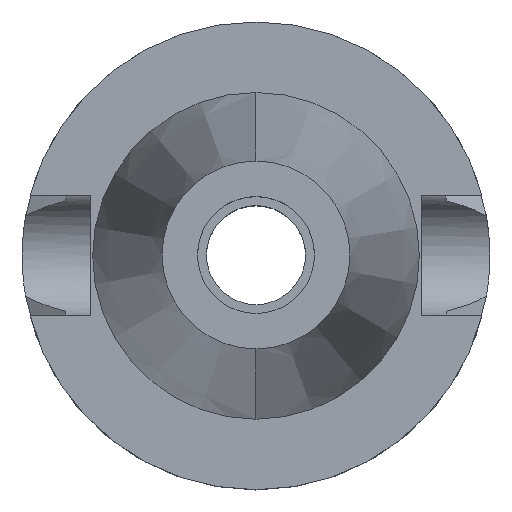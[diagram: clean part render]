
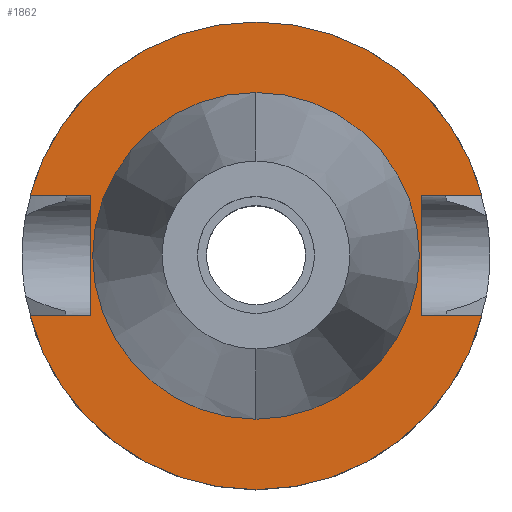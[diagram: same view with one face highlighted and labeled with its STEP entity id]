
A CAD part, top view. The second image highlights one B-rep face of the part: STEP entity #1862.
In plain terms, the highlighted planar face has unit normal (0, 0, 1).
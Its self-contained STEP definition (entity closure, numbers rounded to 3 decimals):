
#690=DIRECTION('',(1.,0.,0.));
#691=VECTOR('',#690,12.921);
#692=CARTESIAN_POINT('',(35.4,12.85,-1.5));
#693=LINE('',#692,#691);
#737=DIRECTION('',(0.,1.,0.));
#738=VECTOR('',#737,25.7);
#739=CARTESIAN_POINT('',(-35.4,-12.85,-1.5));
#740=LINE('',#739,#738);
#744=DIRECTION('',(-1.,0.,0.));
#745=VECTOR('',#744,12.921);
#746=CARTESIAN_POINT('',(-35.4,12.85,-1.5));
#747=LINE('',#746,#745);
#751=CARTESIAN_POINT('',(0.,0.,-1.5));
#752=DIRECTION('',(0.,0.,-1.));
#753=DIRECTION('',(-0.966,0.257,0.));
#754=AXIS2_PLACEMENT_3D('',#751,#752,#753);
#759=CARTESIAN_POINT('',(0.,0.,-1.5));
#760=DIRECTION('',(0.,0.,-1.));
#761=DIRECTION('',(0.,1.,0.));
#762=AXIS2_PLACEMENT_3D('',#759,#760,#761);
#767=DIRECTION('',(0.,-1.,0.));
#768=VECTOR('',#767,25.7);
#769=CARTESIAN_POINT('',(35.4,12.85,-1.5));
#770=LINE('',#769,#768);
#774=DIRECTION('',(1.,0.,0.));
#775=VECTOR('',#774,12.921);
#776=CARTESIAN_POINT('',(35.4,-12.85,-1.5));
#777=LINE('',#776,#775);
#781=CARTESIAN_POINT('',(0.,0.,-1.5));
#782=DIRECTION('',(0.,0.,-1.));
#783=DIRECTION('',(0.966,-0.257,0.));
#784=AXIS2_PLACEMENT_3D('',#781,#782,#783);
#789=CARTESIAN_POINT('',(0.,0.,-1.5));
#790=DIRECTION('',(0.,0.,-1.));
#791=DIRECTION('',(0.,-1.,0.));
#792=AXIS2_PLACEMENT_3D('',#789,#790,#791);
#797=CARTESIAN_POINT('',(0.,0.,-1.5));
#798=DIRECTION('',(0.,0.,1.));
#799=DIRECTION('',(0.,-1.,0.));
#800=AXIS2_PLACEMENT_3D('',#797,#798,#799);
#805=CARTESIAN_POINT('',(0.,0.,-1.5));
#806=DIRECTION('',(0.,0.,1.));
#807=DIRECTION('',(0.,1.,0.));
#808=AXIS2_PLACEMENT_3D('',#805,#806,#807);
#843=DIRECTION('',(-1.,0.,0.));
#844=VECTOR('',#843,12.921);
#845=CARTESIAN_POINT('',(-35.4,-12.85,-1.5));
#846=LINE('',#845,#844);
#1205=CARTESIAN_POINT('',(-35.4,-12.85,-1.5));
#1206=VERTEX_POINT('',#1205);
#1207=CARTESIAN_POINT('',(-48.321,-12.85,-1.5));
#1208=VERTEX_POINT('',#1207);
#1211=CARTESIAN_POINT('',(-35.4,12.85,-1.5));
#1212=VERTEX_POINT('',#1211);
#1213=CARTESIAN_POINT('',(-48.321,12.85,-1.5));
#1214=VERTEX_POINT('',#1213);
#1215=CARTESIAN_POINT('',(0.,50.,-1.5));
#1216=CARTESIAN_POINT('',(48.321,12.85,-1.5));
#1217=VERTEX_POINT('',#1215);
#1218=VERTEX_POINT('',#1216);
#1219=CARTESIAN_POINT('',(35.4,12.85,-1.5));
#1220=VERTEX_POINT('',#1219);
#1221=CARTESIAN_POINT('',(35.4,-12.85,-1.5));
#1222=VERTEX_POINT('',#1221);
#1223=CARTESIAN_POINT('',(48.321,-12.85,-1.5));
#1224=VERTEX_POINT('',#1223);
#1225=CARTESIAN_POINT('',(0.,-50.,-1.5));
#1226=VERTEX_POINT('',#1225);
#1227=CARTESIAN_POINT('',(0.,-34.925,-1.5));
#1228=CARTESIAN_POINT('',(0.,34.925,-1.5));
#1229=VERTEX_POINT('',#1227);
#1230=VERTEX_POINT('',#1228);
#1831=CARTESIAN_POINT('',(0.,0.,-1.5));
#1832=DIRECTION('',(0.,0.,-1.));
#1833=DIRECTION('',(0.,-1.,0.));
#1834=AXIS2_PLACEMENT_3D('',#1831,#1832,#1833);
#1835=PLANE('',#1834);
#1837=ORIENTED_EDGE('',*,*,#1836,.T.);
#1839=ORIENTED_EDGE('',*,*,#1838,.T.);
#1841=ORIENTED_EDGE('',*,*,#1840,.T.);
#1843=ORIENTED_EDGE('',*,*,#1842,.T.);
#1844=ORIENTED_EDGE('',*,*,#1807,.F.);
#1845=ORIENTED_EDGE('',*,*,#1821,.T.);
#1847=ORIENTED_EDGE('',*,*,#1846,.T.);
#1849=ORIENTED_EDGE('',*,*,#1848,.T.);
#1851=ORIENTED_EDGE('',*,*,#1850,.T.);
#1853=ORIENTED_EDGE('',*,*,#1852,.F.);
#1854=EDGE_LOOP('',(#1837,#1839,#1841,#1843,#1844,#1845,#1847,#1849,#1851,
#1853));
#1855=FACE_OUTER_BOUND('',#1854,.F.);
#1857=ORIENTED_EDGE('',*,*,#1856,.T.);
#1859=ORIENTED_EDGE('',*,*,#1858,.T.);
#1860=EDGE_LOOP('',(#1857,#1859));
#1861=FACE_BOUND('',#1860,.F.);
#755=CIRCLE('',#754,50.);
#763=CIRCLE('',#762,50.);
#785=CIRCLE('',#784,50.);
#793=CIRCLE('',#792,50.);
#801=CIRCLE('',#800,34.925);
#809=CIRCLE('',#808,34.925);
#1807=EDGE_CURVE('',#1220,#1218,#693,.T.);
#1821=EDGE_CURVE('',#1220,#1222,#770,.T.);
#1836=EDGE_CURVE('',#1206,#1212,#740,.T.);
#1838=EDGE_CURVE('',#1212,#1214,#747,.T.);
#1840=EDGE_CURVE('',#1214,#1217,#755,.T.);
#1842=EDGE_CURVE('',#1217,#1218,#763,.T.);
#1846=EDGE_CURVE('',#1222,#1224,#777,.T.);
#1848=EDGE_CURVE('',#1224,#1226,#785,.T.);
#1850=EDGE_CURVE('',#1226,#1208,#793,.T.);
#1852=EDGE_CURVE('',#1206,#1208,#846,.T.);
#1856=EDGE_CURVE('',#1229,#1230,#801,.T.);
#1858=EDGE_CURVE('',#1230,#1229,#809,.T.);
#1862=ADVANCED_FACE('',(#1855,#1861),#1835,.F.);
